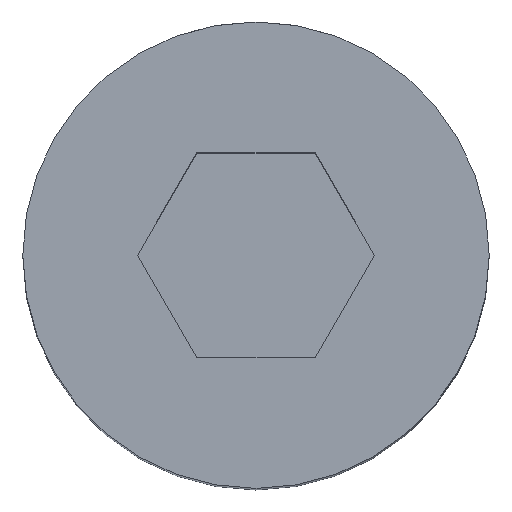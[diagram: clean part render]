
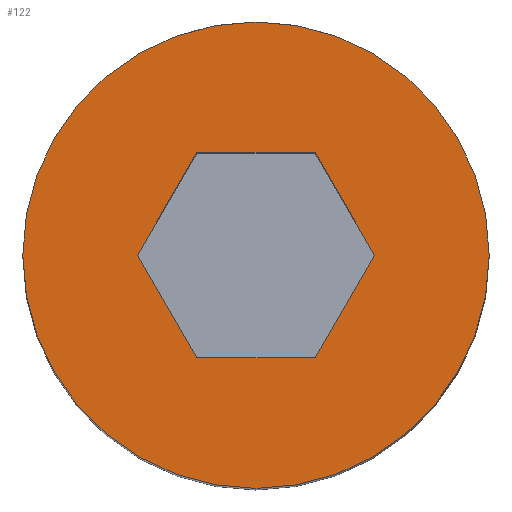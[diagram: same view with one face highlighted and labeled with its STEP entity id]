
A CAD part, top view. The second image highlights one B-rep face of the part: STEP entity #122.
In plain terms, the highlighted planar face has unit normal (0, 0, 1).
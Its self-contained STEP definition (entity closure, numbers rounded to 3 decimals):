
#2 = PLANE ( 'NONE',  #59 ) ;
#28 = EDGE_CURVE ( 'NONE', #356, #354, #458, .T. ) ;
#32 = EDGE_CURVE ( 'NONE', #354, #356, #462, .T. ) ;
#34 = EDGE_CURVE ( 'NONE', #352, #347, #469, .T. ) ;
#35 = EDGE_CURVE ( 'NONE', #359, #352, #470, .T. ) ;
#36 = EDGE_CURVE ( 'NONE', #360, #359, #472, .T. ) ;
#37 = EDGE_CURVE ( 'NONE', #357, #360, #474, .T. ) ;
#38 = EDGE_CURVE ( 'NONE', #353, #357, #476, .T. ) ;
#39 = EDGE_CURVE ( 'NONE', #347, #353, #478, .T. ) ;
#45 = AXIS2_PLACEMENT_3D ( 'NONE', #280, #281, #282 ) ;
#47 = AXIS2_PLACEMENT_3D ( 'NONE', #289, #290, #291 ) ;
#59 = AXIS2_PLACEMENT_3D ( 'NONE', #331, #111, #546 ) ;
#111 = DIRECTION ( 'NONE',  ( 0., 0., 1. ) ) ;
#122 = ADVANCED_FACE ( 'NONE', ( #496, #499 ), #2, .T. ) ;
#137 = EDGE_LOOP ( 'NONE', ( #388, #389 ) ) ;
#142 = EDGE_LOOP ( 'NONE', ( #366, #383, #384, #385, #386, #387 ) ) ;
#280 = CARTESIAN_POINT ( 'NONE',  ( 0., 0., 50. ) ) ;
#281 = DIRECTION ( 'NONE',  ( 0., 0., 1. ) ) ;
#282 = DIRECTION ( 'NONE',  ( 1., 0., 0. ) ) ;
#287 = CARTESIAN_POINT ( 'NONE',  ( 3.175, 5.5, 50. ) ) ;
#288 = DIRECTION ( 'NONE',  ( -1., 0., 0. ) ) ;
#289 = CARTESIAN_POINT ( 'NONE',  ( 0., 0., 50. ) ) ;
#290 = DIRECTION ( 'NONE',  ( 0., 0., 1. ) ) ;
#291 = DIRECTION ( 'NONE',  ( 1., 0., 0. ) ) ;
#297 = CARTESIAN_POINT ( 'NONE',  ( 6.351, 0., 50. ) ) ;
#298 = DIRECTION ( 'NONE',  ( -0.5, 0.866, 0. ) ) ;
#299 = CARTESIAN_POINT ( 'NONE',  ( 3.175, -5.5, 50. ) ) ;
#300 = DIRECTION ( 'NONE',  ( 0.5, 0.866, 0. ) ) ;
#301 = CARTESIAN_POINT ( 'NONE',  ( -3.175, -5.5, 50. ) ) ;
#302 = DIRECTION ( 'NONE',  ( 1., 0., 0. ) ) ;
#303 = CARTESIAN_POINT ( 'NONE',  ( -6.351, 0., 50. ) ) ;
#304 = DIRECTION ( 'NONE',  ( 0.5, -0.866, 0. ) ) ;
#305 = CARTESIAN_POINT ( 'NONE',  ( -3.175, 5.5, 50. ) ) ;
#306 = DIRECTION ( 'NONE',  ( -0.5, -0.866, 0. ) ) ;
#331 = CARTESIAN_POINT ( 'NONE',  ( 0., 0., 50. ) ) ;
#347 = VERTEX_POINT ( 'NONE', #573 ) ;
#352 = VERTEX_POINT ( 'NONE', #582 ) ;
#353 = VERTEX_POINT ( 'NONE', #574 ) ;
#354 = VERTEX_POINT ( 'NONE', #583 ) ;
#356 = VERTEX_POINT ( 'NONE', #575 ) ;
#357 = VERTEX_POINT ( 'NONE', #585 ) ;
#359 = VERTEX_POINT ( 'NONE', #587 ) ;
#360 = VERTEX_POINT ( 'NONE', #588 ) ;
#366 = ORIENTED_EDGE ( 'NONE', *, *, #34, .F. ) ;
#383 = ORIENTED_EDGE ( 'NONE', *, *, #35, .F. ) ;
#384 = ORIENTED_EDGE ( 'NONE', *, *, #36, .F. ) ;
#385 = ORIENTED_EDGE ( 'NONE', *, *, #37, .F. ) ;
#386 = ORIENTED_EDGE ( 'NONE', *, *, #38, .F. ) ;
#387 = ORIENTED_EDGE ( 'NONE', *, *, #39, .F. ) ;
#388 = ORIENTED_EDGE ( 'NONE', *, *, #32, .T. ) ;
#389 = ORIENTED_EDGE ( 'NONE', *, *, #28, .T. ) ;
#458 = CIRCLE ( 'NONE', #45, 12.5 ) ;
#462 = CIRCLE ( 'NONE', #47, 12.5 ) ;
#469 = LINE ( 'NONE', #287, #471 ) ;
#470 = LINE ( 'NONE', #297, #473 ) ;
#471 = VECTOR ( 'NONE', #288, 1000. ) ;
#472 = LINE ( 'NONE', #299, #475 ) ;
#473 = VECTOR ( 'NONE', #298, 1000. ) ;
#474 = LINE ( 'NONE', #301, #477 ) ;
#475 = VECTOR ( 'NONE', #300, 1000. ) ;
#476 = LINE ( 'NONE', #303, #479 ) ;
#477 = VECTOR ( 'NONE', #302, 1000. ) ;
#478 = LINE ( 'NONE', #305, #481 ) ;
#479 = VECTOR ( 'NONE', #304, 1000. ) ;
#481 = VECTOR ( 'NONE', #306, 1000. ) ;
#496 = FACE_BOUND ( 'NONE', #142, .T. ) ;
#499 = FACE_OUTER_BOUND ( 'NONE', #137, .T. ) ;
#546 = DIRECTION ( 'NONE',  ( 1., 0., 0. ) ) ;
#573 = CARTESIAN_POINT ( 'NONE',  ( -3.175, 5.5, 50. ) ) ;
#574 = CARTESIAN_POINT ( 'NONE',  ( -6.351, 0., 50. ) ) ;
#575 = CARTESIAN_POINT ( 'NONE',  ( 12.5, 0., 50. ) ) ;
#582 = CARTESIAN_POINT ( 'NONE',  ( 3.175, 5.5, 50. ) ) ;
#583 = CARTESIAN_POINT ( 'NONE',  ( -12.5, 0., 50. ) ) ;
#585 = CARTESIAN_POINT ( 'NONE',  ( -3.175, -5.5, 50. ) ) ;
#587 = CARTESIAN_POINT ( 'NONE',  ( 6.351, 0., 50. ) ) ;
#588 = CARTESIAN_POINT ( 'NONE',  ( 3.175, -5.5, 50. ) ) ;
